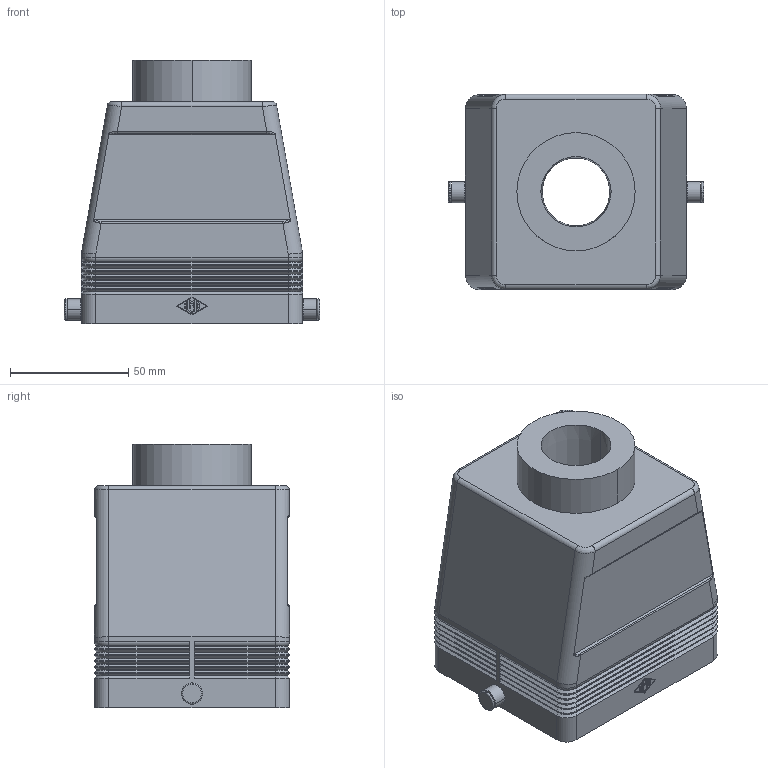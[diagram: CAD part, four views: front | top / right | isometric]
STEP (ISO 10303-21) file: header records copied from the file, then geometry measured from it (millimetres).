
FILE_DESCRIPTION(('Creo Elements/Direct Modeling STEP Export'),'2;1');
FILE_NAME('CHVT_32_6_L.stp','2012-12-19T13:29:20',(''),(''),'Creo Elements/Direct Modeling STEP processor for AP214 (Solid Model)','Creo Elements/Direct Modeling 18.0B 02-Dec-2011 (C) Parametric Technology GmbH','');
FILE_SCHEMA(('AUTOMOTIVE_DESIGN { 1 0 10303 214 1 1 1 1 }'));
Length unit declared in the file: millimetre
Products named in the file (2): CHV_32_L; CHV_32_L.stp
Assembly tree (1 placements, depth 2):
  CHV_32_L.stp
    CHV_32_L
Bounding box: 108 x 82.5 x 111.5 mm (x, y, z)
Volume: 188785.8 mm3; surface area: 79539.2 mm2
Topology: 1 solids, 1 shells, 478 faces, 1118 edges, 660 vertices
Faces by surface type: plane 244, cylinder 146, cone 66, bspline 12, torus 10
Entity records: 14538 total; most frequent: CARTESIAN_POINT 3763, DIRECTION 2242, ORIENTED_EDGE 2204, EDGE_CURVE 1102, VECTOR 756, LINE 756, AXIS2_PLACEMENT_3D 743, VERTEX_POINT 660
